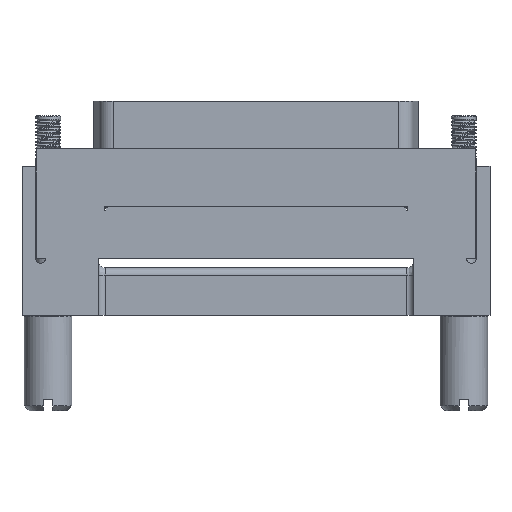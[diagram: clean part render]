
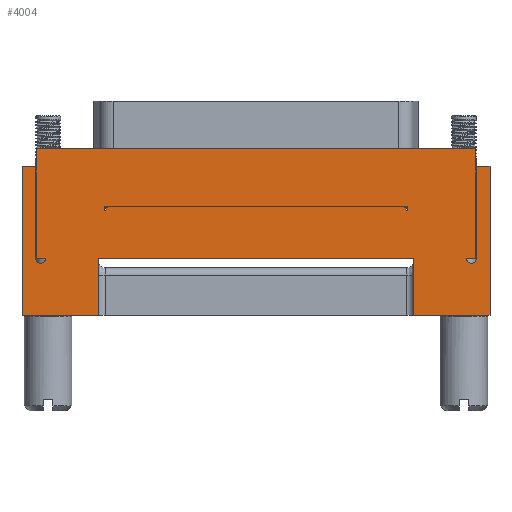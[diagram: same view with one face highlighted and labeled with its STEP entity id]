
A CAD part, front view. The second image highlights one B-rep face of the part: STEP entity #4004.
In plain terms, the highlighted planar face has unit normal (0, -1, 0).
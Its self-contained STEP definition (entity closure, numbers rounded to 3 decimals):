
#451=CARTESIAN_POINT('',(-24.58,-4.125,4.7));
#452=VERTEX_POINT('',#451);
#501=CARTESIAN_POINT('',(-24.58,-4.125,-11.));
#502=VERTEX_POINT('',#501);
#509=CARTESIAN_POINT('',(-24.58,-4.125,-11.));
#510=DIRECTION('',(0.,0.,1.));
#511=VECTOR('',#510,15.7);
#512=LINE('',#509,#511);
#513=EDGE_CURVE('',#502,#452,#512,.T.);
#663=CARTESIAN_POINT('',(-16.58,-4.125,-5.));
#664=VERTEX_POINT('',#663);
#665=CARTESIAN_POINT('',(-16.58,-4.125,-11.));
#666=VERTEX_POINT('',#665);
#667=CARTESIAN_POINT('',(-16.58,-4.125,-5.));
#668=DIRECTION('',(0.,0.,-1.));
#669=VECTOR('',#668,6.);
#670=LINE('',#667,#669);
#671=EDGE_CURVE('',#664,#666,#670,.T.);
#895=CARTESIAN_POINT('',(-23.13,-4.125,-5.));
#896=VERTEX_POINT('',#895);
#905=CARTESIAN_POINT('',(-23.13,-4.125,4.7));
#906=VERTEX_POINT('',#905);
#913=CARTESIAN_POINT('',(-23.13,-4.125,-5.));
#914=DIRECTION('',(0.,0.,1.));
#915=VECTOR('',#914,9.7);
#916=LINE('',#913,#915);
#917=EDGE_CURVE('',#896,#906,#916,.T.);
#927=CARTESIAN_POINT('',(-22.13,-4.125,-5.));
#928=VERTEX_POINT('',#927);
#929=CARTESIAN_POINT('',(-22.63,-4.125,-5.));
#930=DIRECTION('',(1.,0.,0.));
#931=DIRECTION('',(0.,1.,0.));
#932=AXIS2_PLACEMENT_3D('',#929,#931,#930);
#933=CIRCLE('',#932,0.5);
#934=EDGE_CURVE('',#928,#896,#933,.T.);
#976=CARTESIAN_POINT('',(-23.13,-4.125,4.7));
#977=DIRECTION('',(-1.,0.,0.));
#978=VECTOR('',#977,1.45);
#979=LINE('',#976,#978);
#980=EDGE_CURVE('',#906,#452,#979,.T.);
#1603=CARTESIAN_POINT('',(24.58,-4.125,4.7));
#1604=VERTEX_POINT('',#1603);
#1611=CARTESIAN_POINT('',(24.58,-4.125,-11.));
#1612=VERTEX_POINT('',#1611);
#1613=CARTESIAN_POINT('',(24.58,-4.125,4.7));
#1614=DIRECTION('',(0.,0.,-1.));
#1615=VECTOR('',#1614,15.7);
#1616=LINE('',#1613,#1615);
#1617=EDGE_CURVE('',#1604,#1612,#1616,.T.);
#2050=CARTESIAN_POINT('',(16.58,-4.125,-11.));
#2051=VERTEX_POINT('',#2050);
#2058=CARTESIAN_POINT('',(16.58,-4.125,-5.));
#2059=VERTEX_POINT('',#2058);
#2060=CARTESIAN_POINT('',(16.58,-4.125,-5.));
#2061=DIRECTION('',(0.,0.,-1.));
#2062=VECTOR('',#2061,6.);
#2063=LINE('',#2060,#2062);
#2064=EDGE_CURVE('',#2059,#2051,#2063,.T.);
#2378=CARTESIAN_POINT('',(23.13,-4.125,4.7));
#2379=VERTEX_POINT('',#2378);
#2386=CARTESIAN_POINT('',(24.58,-4.125,4.7));
#2387=DIRECTION('',(-1.,0.,0.));
#2388=VECTOR('',#2387,1.45);
#2389=LINE('',#2386,#2388);
#2390=EDGE_CURVE('',#1604,#2379,#2389,.T.);
#2544=CARTESIAN_POINT('',(23.13,-4.125,-5.));
#2545=VERTEX_POINT('',#2544);
#2546=CARTESIAN_POINT('',(23.13,-4.125,4.7));
#2547=DIRECTION('',(0.,0.,-1.));
#2548=VECTOR('',#2547,9.7);
#2549=LINE('',#2546,#2548);
#2550=EDGE_CURVE('',#2379,#2545,#2549,.T.);
#2591=CARTESIAN_POINT('',(22.13,-4.125,-5.));
#2592=VERTEX_POINT('',#2591);
#2593=CARTESIAN_POINT('',(22.63,-4.125,-5.));
#2594=DIRECTION('',(1.,0.,0.));
#2595=DIRECTION('',(0.,1.,0.));
#2596=AXIS2_PLACEMENT_3D('',#2593,#2595,#2594);
#2597=CIRCLE('',#2596,0.5);
#2598=EDGE_CURVE('',#2545,#2592,#2597,.T.);
#3102=CARTESIAN_POINT('',(24.58,-4.125,-11.));
#3103=DIRECTION('',(-1.,0.,0.));
#3104=VECTOR('',#3103,8.);
#3105=LINE('',#3102,#3104);
#3106=EDGE_CURVE('',#1612,#2051,#3105,.T.);
#3113=CARTESIAN_POINT('',(-24.58,-4.125,-11.));
#3114=DIRECTION('',(1.,0.,0.));
#3115=VECTOR('',#3114,8.);
#3116=LINE('',#3113,#3115);
#3117=EDGE_CURVE('',#502,#666,#3116,.T.);
#3265=CARTESIAN_POINT('',(-23.09,-4.125,-5.));
#3266=VERTEX_POINT('',#3265);
#3318=CARTESIAN_POINT('',(-22.13,-4.125,-5.));
#3319=DIRECTION('',(-1.,0.,0.));
#3320=VECTOR('',#3319,0.96);
#3321=LINE('',#3318,#3320);
#3322=EDGE_CURVE('',#928,#3266,#3321,.T.);
#3538=CARTESIAN_POINT('',(-23.09,-4.125,6.5));
#3539=VERTEX_POINT('',#3538);
#3540=CARTESIAN_POINT('',(-23.09,-4.125,6.5));
#3541=DIRECTION('',(0.,0.,-1.));
#3542=VECTOR('',#3541,11.5);
#3543=LINE('',#3540,#3542);
#3544=EDGE_CURVE('',#3539,#3266,#3543,.T.);
#3871=CARTESIAN_POINT('',(0.,-4.125,-2.25));
#3872=DIRECTION('',(1.,0.,0.));
#3873=DIRECTION('',(0.,-1.,0.));
#3874=AXIS2_PLACEMENT_3D('',#3871,#3873,#3872);
#3875=PLANE('',#3874);
#3876=CARTESIAN_POINT('',(23.09,-4.125,-5.));
#3877=VERTEX_POINT('',#3876);
#3878=CARTESIAN_POINT('',(23.09,-4.125,-5.));
#3879=DIRECTION('',(-1.,0.,0.));
#3880=VECTOR('',#3879,0.96);
#3881=LINE('',#3878,#3880);
#3882=EDGE_CURVE('',#3877,#2592,#3881,.T.);
#3883=ORIENTED_EDGE('',*,*,#3882,.F.);
#3884=CARTESIAN_POINT('',(23.09,-4.125,6.5));
#3885=VERTEX_POINT('',#3884);
#3886=CARTESIAN_POINT('',(23.09,-4.125,6.5));
#3887=DIRECTION('',(0.,0.,-1.));
#3888=VECTOR('',#3887,11.5);
#3889=LINE('',#3886,#3888);
#3890=EDGE_CURVE('',#3885,#3877,#3889,.T.);
#3891=ORIENTED_EDGE('',*,*,#3890,.F.);
#3892=CARTESIAN_POINT('',(-23.09,-4.125,6.5));
#3893=DIRECTION('',(1.,0.,0.));
#3894=VECTOR('',#3893,46.18);
#3895=LINE('',#3892,#3894);
#3896=EDGE_CURVE('',#3539,#3885,#3895,.T.);
#3897=ORIENTED_EDGE('',*,*,#3896,.F.);
#3898=ORIENTED_EDGE('',*,*,#3544,.T.);
#3899=ORIENTED_EDGE('',*,*,#3322,.F.);
#3900=ORIENTED_EDGE('',*,*,#934,.T.);
#3901=ORIENTED_EDGE('',*,*,#917,.T.);
#3902=ORIENTED_EDGE('',*,*,#980,.T.);
#3903=ORIENTED_EDGE('',*,*,#513,.F.);
#3904=ORIENTED_EDGE('',*,*,#3117,.T.);
#3905=ORIENTED_EDGE('',*,*,#671,.F.);
#3906=CARTESIAN_POINT('',(16.58,-4.125,-5.));
#3907=DIRECTION('',(-1.,0.,0.));
#3908=VECTOR('',#3907,33.16);
#3909=LINE('',#3906,#3908);
#3910=EDGE_CURVE('',#2059,#664,#3909,.T.);
#3911=ORIENTED_EDGE('',*,*,#3910,.F.);
#3912=ORIENTED_EDGE('',*,*,#2064,.T.);
#3913=ORIENTED_EDGE('',*,*,#3106,.F.);
#3914=ORIENTED_EDGE('',*,*,#1617,.F.);
#3915=ORIENTED_EDGE('',*,*,#2390,.T.);
#3916=ORIENTED_EDGE('',*,*,#2550,.T.);
#3917=ORIENTED_EDGE('',*,*,#2598,.T.);
#3918=EDGE_LOOP('',(#3883,#3891,#3897,#3898,#3899,#3900,#3901,#3902,#3903,#3904,#3905,#3911,#3912,#3913,#3914,#3915,#3916,#3917));
#3919=FACE_OUTER_BOUND('',#3918,.T.);
#3920=CARTESIAN_POINT('',(-15.88,-4.125,0.));
#3921=VERTEX_POINT('',#3920);
#3922=CARTESIAN_POINT('',(-15.88,-4.125,0.5));
#3923=VERTEX_POINT('',#3922);
#3924=CARTESIAN_POINT('',(-15.88,-4.125,0.));
#3925=DIRECTION('',(0.,0.,1.));
#3926=VECTOR('',#3925,0.5);
#3927=LINE('',#3924,#3926);
#3928=EDGE_CURVE('',#3921,#3923,#3927,.T.);
#3929=ORIENTED_EDGE('',*,*,#3928,.T.);
#3930=CARTESIAN_POINT('',(15.88,-4.125,0.5));
#3931=VERTEX_POINT('',#3930);
#3932=CARTESIAN_POINT('',(-15.88,-4.125,0.5));
#3933=DIRECTION('',(1.,0.,0.));
#3934=VECTOR('',#3933,31.76);
#3935=LINE('',#3932,#3934);
#3936=EDGE_CURVE('',#3923,#3931,#3935,.T.);
#3937=ORIENTED_EDGE('',*,*,#3936,.T.);
#3938=CARTESIAN_POINT('',(15.88,-4.125,0.));
#3939=VERTEX_POINT('',#3938);
#3940=CARTESIAN_POINT('',(15.88,-4.125,0.));
#3941=DIRECTION('',(0.,0.,1.));
#3942=VECTOR('',#3941,0.5);
#3943=LINE('',#3940,#3942);
#3944=EDGE_CURVE('',#3939,#3931,#3943,.T.);
#3945=ORIENTED_EDGE('',*,*,#3944,.F.);
#3946=CARTESIAN_POINT('',(15.8,-4.125,0.));
#3947=VERTEX_POINT('',#3946);
#3948=CARTESIAN_POINT('',(15.8,-4.125,0.));
#3949=DIRECTION('',(1.,0.,0.));
#3950=VECTOR('',#3949,0.08);
#3951=LINE('',#3948,#3950);
#3952=EDGE_CURVE('',#3947,#3939,#3951,.T.);
#3953=ORIENTED_EDGE('',*,*,#3952,.F.);
#3954=CARTESIAN_POINT('',(15.8,-4.125,0.2));
#3955=VERTEX_POINT('',#3954);
#3956=CARTESIAN_POINT('',(15.8,-4.125,0.2));
#3957=DIRECTION('',(0.,0.,-1.));
#3958=VECTOR('',#3957,0.2);
#3959=LINE('',#3956,#3958);
#3960=EDGE_CURVE('',#3955,#3947,#3959,.T.);
#3961=ORIENTED_EDGE('',*,*,#3960,.F.);
#3962=CARTESIAN_POINT('',(15.6,-4.125,0.4));
#3963=VERTEX_POINT('',#3962);
#3964=CARTESIAN_POINT('',(15.6,-4.125,0.2));
#3965=DIRECTION('',(0.,0.,1.));
#3966=DIRECTION('',(0.,1.,0.));
#3967=AXIS2_PLACEMENT_3D('',#3964,#3966,#3965);
#3968=CIRCLE('',#3967,0.2);
#3969=EDGE_CURVE('',#3963,#3955,#3968,.T.);
#3970=ORIENTED_EDGE('',*,*,#3969,.F.);
#3971=CARTESIAN_POINT('',(-15.6,-4.125,0.4));
#3972=VERTEX_POINT('',#3971);
#3973=CARTESIAN_POINT('',(15.6,-4.125,0.4));
#3974=DIRECTION('',(-1.,0.,0.));
#3975=VECTOR('',#3974,31.2);
#3976=LINE('',#3973,#3975);
#3977=EDGE_CURVE('',#3963,#3972,#3976,.T.);
#3978=ORIENTED_EDGE('',*,*,#3977,.T.);
#3979=CARTESIAN_POINT('',(-15.8,-4.125,0.2));
#3980=VERTEX_POINT('',#3979);
#3981=CARTESIAN_POINT('',(-15.6,-4.125,0.2));
#3982=DIRECTION('',(0.,0.,1.));
#3983=DIRECTION('',(0.,-1.,0.));
#3984=AXIS2_PLACEMENT_3D('',#3981,#3983,#3982);
#3985=CIRCLE('',#3984,0.2);
#3986=EDGE_CURVE('',#3972,#3980,#3985,.T.);
#3987=ORIENTED_EDGE('',*,*,#3986,.T.);
#3988=CARTESIAN_POINT('',(-15.8,-4.125,0.));
#3989=VERTEX_POINT('',#3988);
#3990=CARTESIAN_POINT('',(-15.8,-4.125,0.2));
#3991=DIRECTION('',(0.,0.,-1.));
#3992=VECTOR('',#3991,0.2);
#3993=LINE('',#3990,#3992);
#3994=EDGE_CURVE('',#3980,#3989,#3993,.T.);
#3995=ORIENTED_EDGE('',*,*,#3994,.T.);
#3996=CARTESIAN_POINT('',(-15.8,-4.125,0.));
#3997=DIRECTION('',(-1.,0.,0.));
#3998=VECTOR('',#3997,0.08);
#3999=LINE('',#3996,#3998);
#4000=EDGE_CURVE('',#3989,#3921,#3999,.T.);
#4001=ORIENTED_EDGE('',*,*,#4000,.T.);
#4002=EDGE_LOOP('',(#3929,#3937,#3945,#3953,#3961,#3970,#3978,#3987,#3995,#4001));
#4003=FACE_BOUND('',#4002,.T.);
#4004=ADVANCED_FACE('',(#3919,#4003),#3875,.T.);
